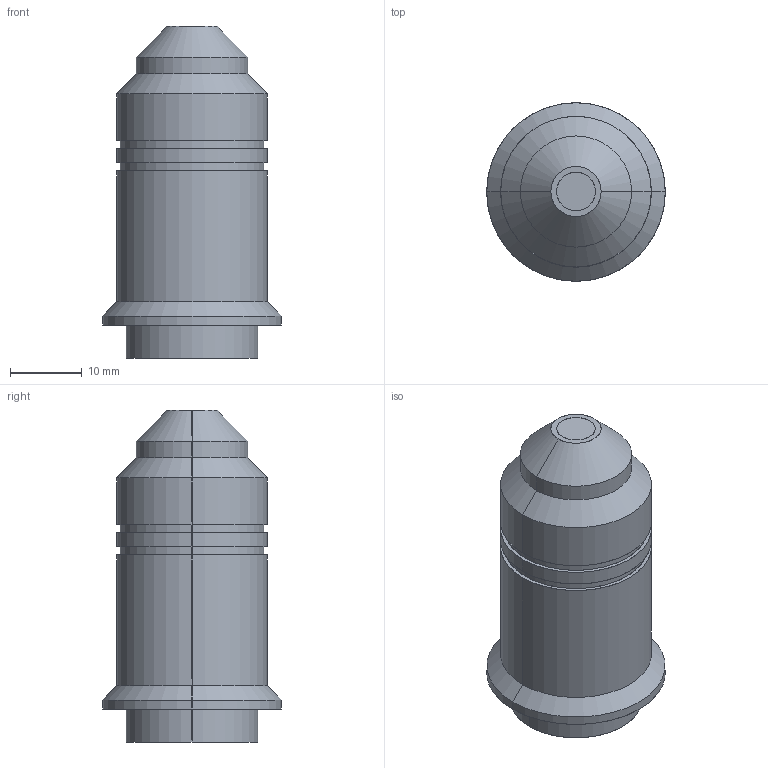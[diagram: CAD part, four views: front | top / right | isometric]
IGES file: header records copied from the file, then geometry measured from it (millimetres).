
Start section: SolidWorks IGES file using analytic representation for surfaces
Global section: file name: Web PDF'Web Model 34555_34557.igs; native system: SolidWorks 2016; preprocessor: SolidWorks 2016; author: CLopez; date: 180315.083453; units: millimetre
Bounding box: 24.89 x 24.89 x 46.3 mm (x, y, z)
Surface area: 3716.9 mm2 (no closed solid volume)
Topology: 0 solids, 0 shells, 35 faces, 616 edges, 616 vertices
Faces by surface type: revolution 26, bspline 9
